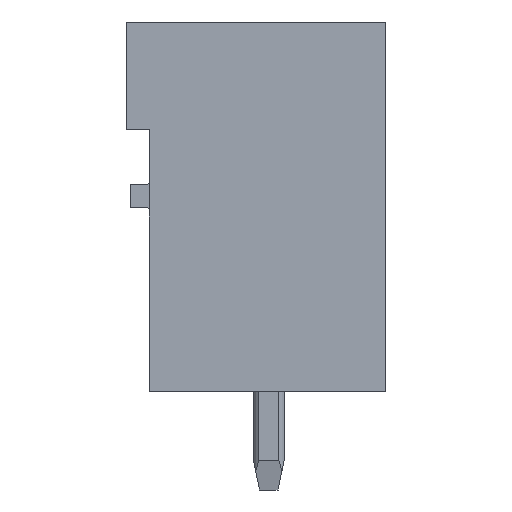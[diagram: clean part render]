
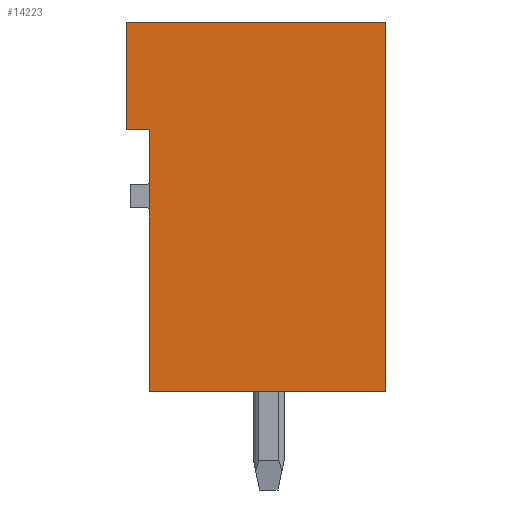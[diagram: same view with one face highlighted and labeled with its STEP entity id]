
A CAD part, left-side view. The second image highlights one B-rep face of the part: STEP entity #14223.
In plain terms, the highlighted planar face has unit normal (-1, 0, 0).
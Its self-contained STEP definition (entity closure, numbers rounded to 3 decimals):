
#14213=AXIS2_PLACEMENT_3D('Plane Axis2P3D',#14210,#14211,#14212) ;
#49=CARTESIAN_POINT('Vertex',(0.,0.,15.2)) ;
#52=CARTESIAN_POINT('Line Origine',(0.,0.,9.2)) ;
#56=CARTESIAN_POINT('Vertex',(0.,0.,3.2)) ;
#151=CARTESIAN_POINT('Vertex',(0.,8.43,15.2)) ;
#154=CARTESIAN_POINT('Line Origine',(0.,4.215,15.2)) ;
#2403=CARTESIAN_POINT('Vertex',(0.,8.43,11.7)) ;
#2406=CARTESIAN_POINT('Line Origine',(0.,8.43,13.45)) ;
#3273=CARTESIAN_POINT('Vertex',(0.,7.68,3.2)) ;
#3276=CARTESIAN_POINT('Line Origine',(0.,7.68,7.45)) ;
#3280=CARTESIAN_POINT('Vertex',(0.,7.68,11.7)) ;
#3721=CARTESIAN_POINT('Line Origine',(0.,3.84,3.2)) ;
#14158=CARTESIAN_POINT('Line Origine',(0.,8.055,11.7)) ;
#14210=CARTESIAN_POINT('Axis2P3D Location',(0.,0.,0.)) ;
#53=DIRECTION('Vector Direction',(0.,0.,-1.)) ;
#155=DIRECTION('Vector Direction',(0.,-1.,0.)) ;
#2407=DIRECTION('Vector Direction',(0.,0.,-1.)) ;
#3277=DIRECTION('Vector Direction',(0.,0.,-1.)) ;
#3722=DIRECTION('Vector Direction',(0.,1.,0.)) ;
#14159=DIRECTION('Vector Direction',(0.,-1.,0.)) ;
#14211=DIRECTION('Axis2P3D Direction',(-1.,0.,0.)) ;
#14212=DIRECTION('Axis2P3D XDirection',(0.,0.,1.)) ;
#54=VECTOR('Line Direction',#53,1.) ;
#156=VECTOR('Line Direction',#155,1.) ;
#2408=VECTOR('Line Direction',#2407,1.) ;
#3278=VECTOR('Line Direction',#3277,1.) ;
#3723=VECTOR('Line Direction',#3722,1.) ;
#14160=VECTOR('Line Direction',#14159,1.) ;
#14216=ORIENTED_EDGE('',*,*,#158,.T.) ;
#14217=ORIENTED_EDGE('',*,*,#2410,.T.) ;
#14218=ORIENTED_EDGE('',*,*,#14162,.T.) ;
#14219=ORIENTED_EDGE('',*,*,#3282,.T.) ;
#14220=ORIENTED_EDGE('',*,*,#3725,.T.) ;
#14221=ORIENTED_EDGE('',*,*,#58,.T.) ;
#14223=ADVANCED_FACE('HOUSING',(#14222),#14214,.T.) ;
#58=EDGE_CURVE('',#57,#50,#55,.F.) ;
#158=EDGE_CURVE('',#50,#152,#157,.F.) ;
#2410=EDGE_CURVE('',#152,#2404,#2409,.T.) ;
#3282=EDGE_CURVE('',#3281,#3274,#3279,.T.) ;
#3725=EDGE_CURVE('',#3274,#57,#3724,.F.) ;
#14162=EDGE_CURVE('',#2404,#3281,#14161,.T.) ;
#14215=EDGE_LOOP('',(#14216,#14217,#14218,#14219,#14220,#14221)) ;
#14222=FACE_OUTER_BOUND('',#14215,.T.) ;
#55=LINE('Line',#52,#54) ;
#157=LINE('Line',#154,#156) ;
#2409=LINE('Line',#2406,#2408) ;
#3279=LINE('Line',#3276,#3278) ;
#3724=LINE('Line',#3721,#3723) ;
#14161=LINE('Line',#14158,#14160) ;
#14214=PLANE('',#14213) ;
#50=VERTEX_POINT('',#49) ;
#57=VERTEX_POINT('',#56) ;
#152=VERTEX_POINT('',#151) ;
#2404=VERTEX_POINT('',#2403) ;
#3274=VERTEX_POINT('',#3273) ;
#3281=VERTEX_POINT('',#3280) ;
